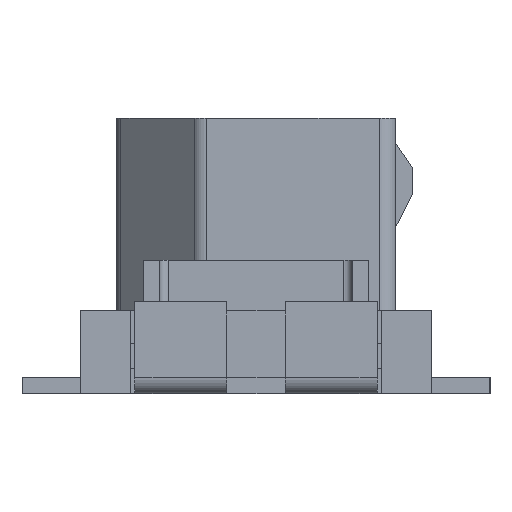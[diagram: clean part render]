
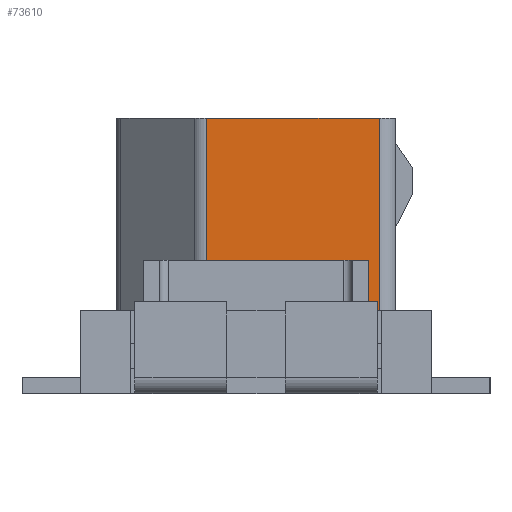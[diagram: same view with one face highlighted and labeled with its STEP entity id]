
A CAD part, left-side view. The second image highlights one B-rep face of the part: STEP entity #73610.
In plain terms, the highlighted planar face has unit normal (-1, 0, 0).
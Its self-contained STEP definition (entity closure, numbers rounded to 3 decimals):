
#73220=CARTESIAN_POINT('',(19.202,30.59,-2.415));
#73230=DIRECTION('',(1.,0.,0.));
#73240=DIRECTION('',(0.,0.,-1.));
#73250=AXIS2_PLACEMENT_3D('',#73220,#73230,#73240);
#73260=PLANE('',#73250);
#73270=CARTESIAN_POINT('',(19.202,0.,-2.3));
#73280=DIRECTION('',(0.,-1.,0.));
#73290=VECTOR('',#73280,1.);
#73300=LINE('',#73270,#73290);
#73310=CARTESIAN_POINT('',(19.202,32.76,-2.3));
#73320=VERTEX_POINT('',#73310);
#73330=CARTESIAN_POINT('',(19.202,30.693,-2.3));
#73340=VERTEX_POINT('',#73330);
#73350=EDGE_CURVE('',#73320,#73340,#73300,.T.);
#73360=ORIENTED_EDGE('',*,*,#73350,.T.);
#73370=CARTESIAN_POINT('',(19.202,32.76,-2.415));
#73380=DIRECTION('',(0.,0.,1.));
#73390=VECTOR('',#73380,1.);
#73400=LINE('',#73370,#73390);
#73410=CARTESIAN_POINT('',(19.202,32.76,0.));
#73420=VERTEX_POINT('',#73410);
#73430=EDGE_CURVE('',#73320,#73420,#73400,.T.);
#73440=ORIENTED_EDGE('',*,*,#73430,.F.);
#73450=CARTESIAN_POINT('',(19.202,0.,0.));
#73460=DIRECTION('',(0.,-1.,0.));
#73470=VECTOR('',#73460,1.);
#73480=LINE('',#73450,#73470);
#73490=CARTESIAN_POINT('',(19.202,30.693,0.));
#73500=VERTEX_POINT('',#73490);
#73510=EDGE_CURVE('',#73420,#73500,#73480,.T.);
#73520=ORIENTED_EDGE('',*,*,#73510,.F.);
#73530=CARTESIAN_POINT('',(19.202,30.693,0.115));
#73540=DIRECTION('',(0.,0.,-1.));
#73550=VECTOR('',#73540,1.);
#73560=LINE('',#73530,#73550);
#73570=EDGE_CURVE('',#73500,#73340,#73560,.T.);
#73580=ORIENTED_EDGE('',*,*,#73570,.F.);
#73590=EDGE_LOOP('',(#73580,#73520,#73440,#73360));
#73600=FACE_OUTER_BOUND('',#73590,.T.);
#73610=ADVANCED_FACE('',(#73600),#73260,.F.);
